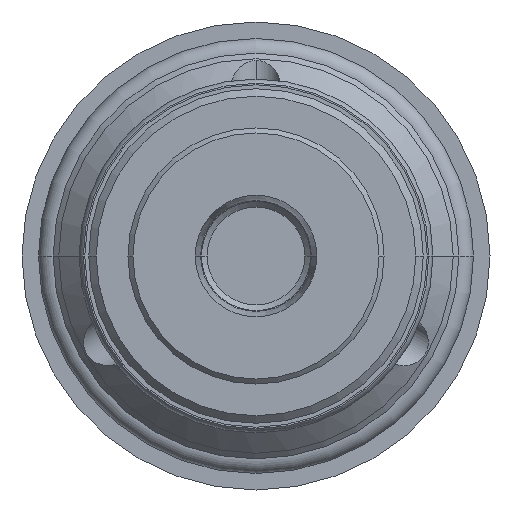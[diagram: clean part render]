
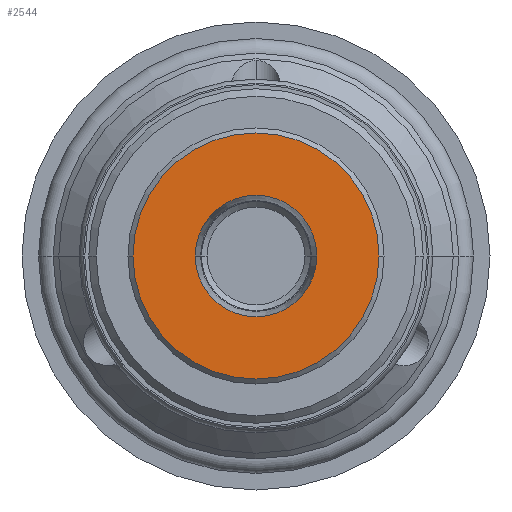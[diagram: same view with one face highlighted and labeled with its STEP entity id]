
A CAD part, left-side view. The second image highlights one B-rep face of the part: STEP entity #2544.
In plain terms, the highlighted planar face has unit normal (-1, 0, 0).
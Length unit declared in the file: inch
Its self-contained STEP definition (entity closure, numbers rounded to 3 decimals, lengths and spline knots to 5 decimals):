
#199=CARTESIAN_POINT('',(-2.676,0.,0.));
#200=DIRECTION('',(-1.,0.,0.));
#201=DIRECTION('',(0.,1.,0.));
#202=AXIS2_PLACEMENT_3D('',#199,#200,#201);
#207=CARTESIAN_POINT('',(-2.676,0.,0.));
#208=DIRECTION('',(1.,0.,0.));
#209=DIRECTION('',(0.,1.,0.));
#210=AXIS2_PLACEMENT_3D('',#207,#208,#209);
#215=CARTESIAN_POINT('',(-2.676,0.,0.));
#216=DIRECTION('',(-1.,0.,0.));
#217=DIRECTION('',(0.,1.,0.));
#218=AXIS2_PLACEMENT_3D('',#215,#216,#217);
#223=CARTESIAN_POINT('',(-2.676,0.,0.));
#224=DIRECTION('',(-1.,0.,0.));
#225=DIRECTION('',(0.,-1.,0.));
#226=AXIS2_PLACEMENT_3D('',#223,#224,#225);
#2405=CARTESIAN_POINT('',(-2.676,0.493,0.));
#2406=CARTESIAN_POINT('',(-2.676,-0.493,0.));
#2407=VERTEX_POINT('',#2405);
#2408=VERTEX_POINT('',#2406);
#2425=CARTESIAN_POINT('',(-2.676,0.2435,0.));
#2426=CARTESIAN_POINT('',(-2.676,-0.2435,0.));
#2427=VERTEX_POINT('',#2425);
#2428=VERTEX_POINT('',#2426);
#2528=CARTESIAN_POINT('',(-2.676,0.,0.));
#2529=DIRECTION('',(1.,0.,0.));
#2530=DIRECTION('',(0.,-1.,0.));
#2531=AXIS2_PLACEMENT_3D('',#2528,#2529,#2530);
#2532=PLANE('',#2531);
#2534=ORIENTED_EDGE('',*,*,#2533,.F.);
#2536=ORIENTED_EDGE('',*,*,#2535,.T.);
#2537=EDGE_LOOP('',(#2534,#2536));
#2538=FACE_OUTER_BOUND('',#2537,.F.);
#2540=ORIENTED_EDGE('',*,*,#2539,.T.);
#2541=ORIENTED_EDGE('',*,*,#2518,.T.);
#2542=EDGE_LOOP('',(#2540,#2541));
#2543=FACE_BOUND('',#2542,.F.);
#203=CIRCLE('',#202,0.493);
#211=CIRCLE('',#210,0.493);
#219=CIRCLE('',#218,0.2435);
#227=CIRCLE('',#226,0.2435);
#2518=EDGE_CURVE('',#2428,#2427,#227,.T.);
#2533=EDGE_CURVE('',#2407,#2408,#203,.T.);
#2535=EDGE_CURVE('',#2407,#2408,#211,.T.);
#2539=EDGE_CURVE('',#2427,#2428,#219,.T.);
#2544=ADVANCED_FACE('',(#2538,#2543),#2532,.F.);
